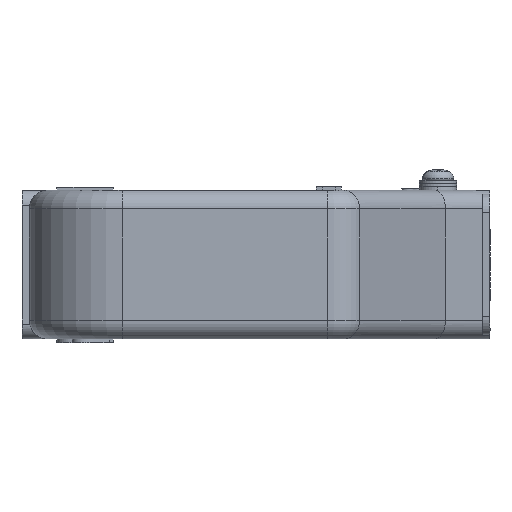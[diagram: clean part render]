
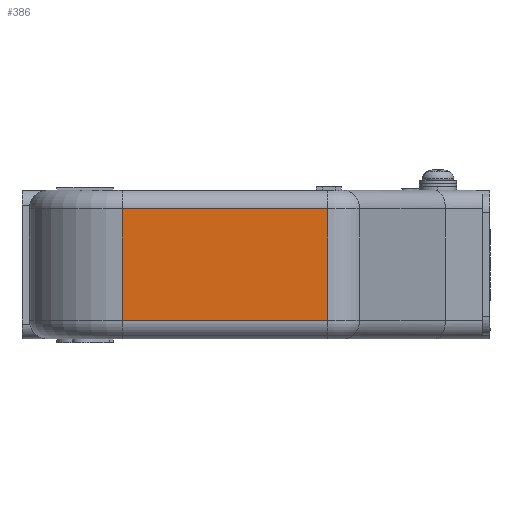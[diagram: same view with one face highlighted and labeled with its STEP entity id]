
A CAD part, left-side view. The second image highlights one B-rep face of the part: STEP entity #386.
In plain terms, the highlighted planar face has unit normal (-1, 0, 0).
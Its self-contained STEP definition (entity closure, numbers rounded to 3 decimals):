
#386 = ADVANCED_FACE ( 'NONE', ( #21083 ), #30859, .F. ) ;
#1223 = CARTESIAN_POINT ( 'NONE',  ( -72., 43.739, 15. ) ) ;
#1735 = DIRECTION ( 'NONE',  ( 0., 1., 0. ) ) ;
#1886 = EDGE_CURVE ( 'NONE', #6711, #8884, #19366, .T. ) ;
#2007 = CARTESIAN_POINT ( 'NONE',  ( -72., 99., 20. ) ) ;
#4091 = DIRECTION ( 'NONE',  ( 0., 1., 0. ) ) ;
#6482 = CARTESIAN_POINT ( 'NONE',  ( -72., 99., 15. ) ) ;
#6633 = ORIENTED_EDGE ( 'NONE', *, *, #1886, .T. ) ;
#6711 = VERTEX_POINT ( 'NONE', #21599 ) ;
#8367 = EDGE_CURVE ( 'NONE', #12455, #8884, #8836, .T. ) ;
#8836 = LINE ( 'NONE', #16048, #16015 ) ;
#8884 = VERTEX_POINT ( 'NONE', #28135 ) ;
#8893 = DIRECTION ( 'NONE',  ( 1., 0., 0. ) ) ;
#9105 = VERTEX_POINT ( 'NONE', #6482 ) ;
#9112 = ORIENTED_EDGE ( 'NONE', *, *, #26147, .T. ) ;
#10822 = LINE ( 'NONE', #13058, #30077 ) ;
#12455 = VERTEX_POINT ( 'NONE', #1223 ) ;
#13058 = CARTESIAN_POINT ( 'NONE',  ( -72., 99., 20. ) ) ;
#15568 = VECTOR ( 'NONE', #31708, 1000. ) ;
#16015 = VECTOR ( 'NONE', #21524, 1000. ) ;
#16048 = CARTESIAN_POINT ( 'NONE',  ( -72., 43.739, 20. ) ) ;
#16321 = EDGE_LOOP ( 'NONE', ( #9112, #6633, #19351, #25225 ) ) ;
#19209 = CARTESIAN_POINT ( 'NONE',  ( -72., 99., -15. ) ) ;
#19351 = ORIENTED_EDGE ( 'NONE', *, *, #8367, .F. ) ;
#19366 = LINE ( 'NONE', #19209, #15568 ) ;
#20692 = AXIS2_PLACEMENT_3D ( 'NONE', #2007, #8893, #4091 ) ;
#21083 = FACE_OUTER_BOUND ( 'NONE', #16321, .T. ) ;
#21524 = DIRECTION ( 'NONE',  ( 0., 0., -1. ) ) ;
#21599 = CARTESIAN_POINT ( 'NONE',  ( -72., 99., -15. ) ) ;
#21720 = EDGE_CURVE ( 'NONE', #12455, #9105, #30763, .T. ) ;
#23231 = CARTESIAN_POINT ( 'NONE',  ( -72., 99., 15. ) ) ;
#25225 = ORIENTED_EDGE ( 'NONE', *, *, #21720, .T. ) ;
#26147 = EDGE_CURVE ( 'NONE', #9105, #6711, #10822, .T. ) ;
#28135 = CARTESIAN_POINT ( 'NONE',  ( -72., 43.739, -15. ) ) ;
#30077 = VECTOR ( 'NONE', #30691, 1000. ) ;
#30638 = VECTOR ( 'NONE', #1735, 1000. ) ;
#30691 = DIRECTION ( 'NONE',  ( 0., 0., -1. ) ) ;
#30763 = LINE ( 'NONE', #23231, #30638 ) ;
#30859 = PLANE ( 'NONE',  #20692 ) ;
#31708 = DIRECTION ( 'NONE',  ( 0., -1., 0. ) ) ;
